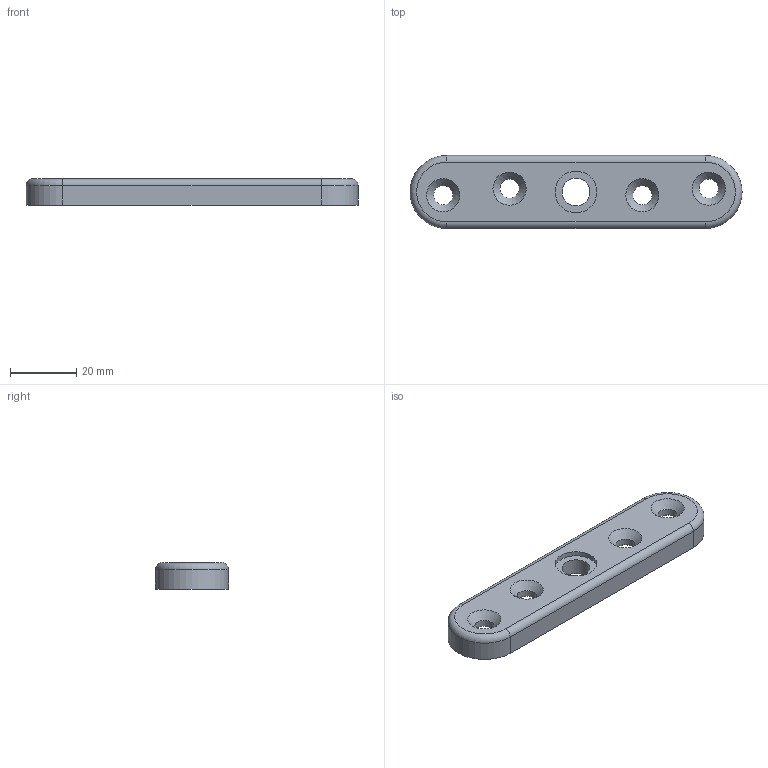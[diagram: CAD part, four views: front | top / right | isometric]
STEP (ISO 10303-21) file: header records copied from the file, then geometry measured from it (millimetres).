
FILE_DESCRIPTION(/* description */ (''),/* implementation_level */ '2;1');
FILE_NAME(/* name */ '36W.stp',/* time_stamp */ '2020-02-25T10:04:23+01:00',/* author */ ('DBARI'),/* organization */ (''),/* preprocessor_version */ 'ST-DEVELOPER v17.2',/* originating_system */ 'Autodesk Inventor 2019',/* authorisation */ '');
FILE_SCHEMA (('AUTOMOTIVE_DESIGN { 1 0 10303 214 3 1 1 }'));
Length unit declared in the file: millimetre
Products named in the file (3): 36W; 18587; 06010
Assembly tree (2 placements, depth 2):
  36W
    18587
    06010
Bounding box: 100 x 22 x 8 mm (x, y, z)
Volume: 5792.2 mm3; surface area: 7894.8 mm2
Topology: 2 solids, 2 shells, 51 faces, 130 edges, 88 vertices
Faces by surface type: plane 19, cylinder 18, cone 8, torus 6
Full cylindrical faces by diameter (mm): 5.8 x4, 6 x4, 8.376 x1, 12.6 x1
Entity records: 1962 total; most frequent: CARTESIAN_POINT 538, DIRECTION 300, ORIENTED_EDGE 260, EDGE_CURVE 130, AXIS2_PLACEMENT_3D 128, VERTEX_POINT 88, CIRCLE 72, EDGE_LOOP 68
